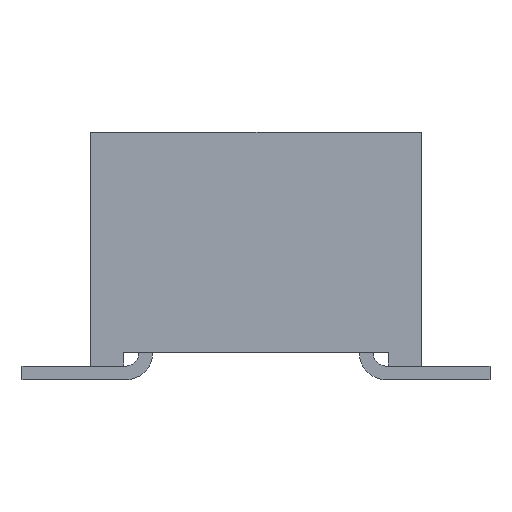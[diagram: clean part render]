
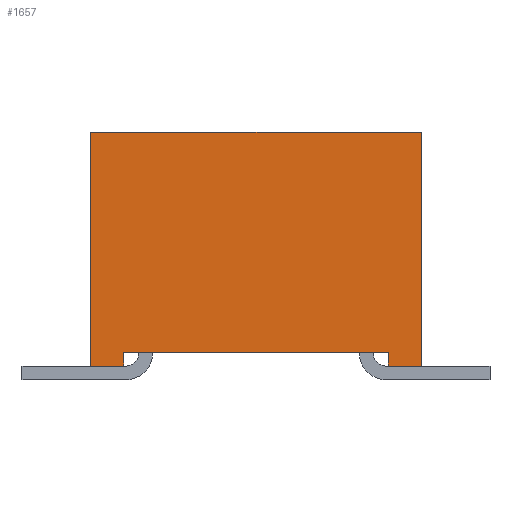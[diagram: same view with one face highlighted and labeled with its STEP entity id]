
A CAD part, left-side view. The second image highlights one B-rep face of the part: STEP entity #1657.
In plain terms, the highlighted planar face has unit normal (-1, 0, 0).
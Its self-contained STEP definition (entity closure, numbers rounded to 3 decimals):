
#1657 = ADVANCED_FACE('',(#1658),#1724,.F.);
#1658 = FACE_BOUND('',#1659,.T.);
#1659 = EDGE_LOOP('',(#1660,#1670,#1678,#1686,#1694,#1702,#1710,#1718));
#1660 = ORIENTED_EDGE('',*,*,#1661,.T.);
#1661 = EDGE_CURVE('',#1662,#1664,#1666,.T.);
#1662 = VERTEX_POINT('',#1663);
#1663 = CARTESIAN_POINT('',(-4.026,-1.219,0.277));
#1664 = VERTEX_POINT('',#1665);
#1665 = CARTESIAN_POINT('',(-4.026,-1.219,0.15));
#1666 = LINE('',#1667,#1668);
#1667 = CARTESIAN_POINT('',(-4.026,-1.219,0.277));
#1668 = VECTOR('',#1669,1.);
#1669 = DIRECTION('',(0.,0.,-1.));
#1670 = ORIENTED_EDGE('',*,*,#1671,.T.);
#1671 = EDGE_CURVE('',#1664,#1672,#1674,.T.);
#1672 = VERTEX_POINT('',#1673);
#1673 = CARTESIAN_POINT('',(-4.026,-1.524,0.15));
#1674 = LINE('',#1675,#1676);
#1675 = CARTESIAN_POINT('',(-4.026,1.524,0.15));
#1676 = VECTOR('',#1677,1.);
#1677 = DIRECTION('',(0.,-1.,0.));
#1678 = ORIENTED_EDGE('',*,*,#1679,.F.);
#1679 = EDGE_CURVE('',#1680,#1672,#1682,.T.);
#1680 = VERTEX_POINT('',#1681);
#1681 = CARTESIAN_POINT('',(-4.026,-1.524,2.309));
#1682 = LINE('',#1683,#1684);
#1683 = CARTESIAN_POINT('',(-4.026,-1.524,2.309));
#1684 = VECTOR('',#1685,1.);
#1685 = DIRECTION('',(0.,0.,-1.));
#1686 = ORIENTED_EDGE('',*,*,#1687,.F.);
#1687 = EDGE_CURVE('',#1688,#1680,#1690,.T.);
#1688 = VERTEX_POINT('',#1689);
#1689 = CARTESIAN_POINT('',(-4.026,1.524,2.309));
#1690 = LINE('',#1691,#1692);
#1691 = CARTESIAN_POINT('',(-4.026,1.524,2.309));
#1692 = VECTOR('',#1693,1.);
#1693 = DIRECTION('',(0.,-1.,0.));
#1694 = ORIENTED_EDGE('',*,*,#1695,.T.);
#1695 = EDGE_CURVE('',#1688,#1696,#1698,.T.);
#1696 = VERTEX_POINT('',#1697);
#1697 = CARTESIAN_POINT('',(-4.026,1.524,0.15));
#1698 = LINE('',#1699,#1700);
#1699 = CARTESIAN_POINT('',(-4.026,1.524,2.309));
#1700 = VECTOR('',#1701,1.);
#1701 = DIRECTION('',(0.,0.,-1.));
#1702 = ORIENTED_EDGE('',*,*,#1703,.T.);
#1703 = EDGE_CURVE('',#1696,#1704,#1706,.T.);
#1704 = VERTEX_POINT('',#1705);
#1705 = CARTESIAN_POINT('',(-4.026,1.219,0.15));
#1706 = LINE('',#1707,#1708);
#1707 = CARTESIAN_POINT('',(-4.026,1.524,0.15));
#1708 = VECTOR('',#1709,1.);
#1709 = DIRECTION('',(0.,-1.,0.));
#1710 = ORIENTED_EDGE('',*,*,#1711,.T.);
#1711 = EDGE_CURVE('',#1704,#1712,#1714,.T.);
#1712 = VERTEX_POINT('',#1713);
#1713 = CARTESIAN_POINT('',(-4.026,1.219,0.277));
#1714 = LINE('',#1715,#1716);
#1715 = CARTESIAN_POINT('',(-4.026,1.219,0.023));
#1716 = VECTOR('',#1717,1.);
#1717 = DIRECTION('',(0.,0.,1.));
#1718 = ORIENTED_EDGE('',*,*,#1719,.T.);
#1719 = EDGE_CURVE('',#1712,#1662,#1720,.T.);
#1720 = LINE('',#1721,#1722);
#1721 = CARTESIAN_POINT('',(-4.026,1.219,0.277));
#1722 = VECTOR('',#1723,1.);
#1723 = DIRECTION('',(0.,-1.,0.));
#1724 = PLANE('',#1725);
#1725 = AXIS2_PLACEMENT_3D('',#1726,#1727,#1728);
#1726 = CARTESIAN_POINT('',(-4.026,1.524,2.309));
#1727 = DIRECTION('',(1.,0.,0.));
#1728 = DIRECTION('',(0.,1.,0.));
